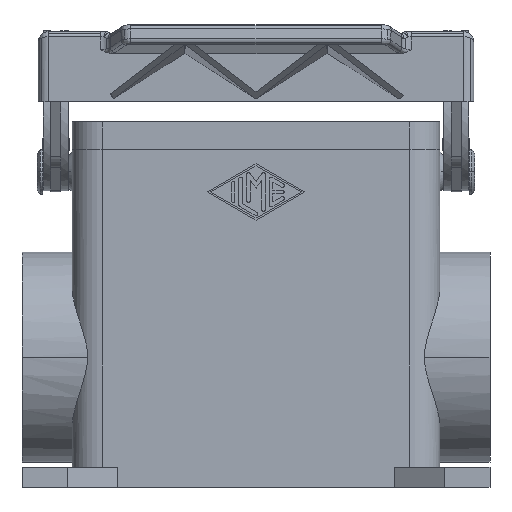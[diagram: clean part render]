
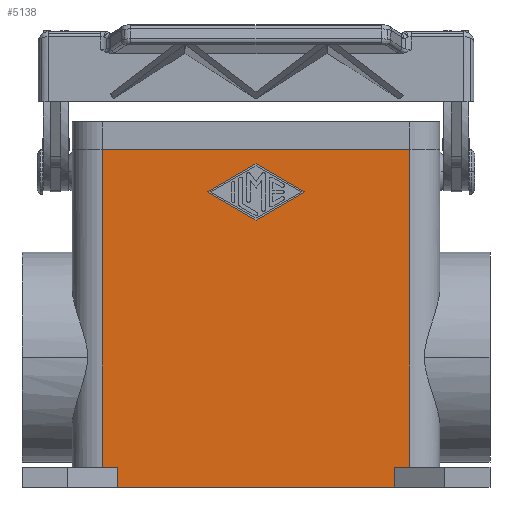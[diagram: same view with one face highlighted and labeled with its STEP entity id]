
A CAD part, front view. The second image highlights one B-rep face of the part: STEP entity #5138.
In plain terms, the highlighted planar face has unit normal (0, -1, 0).
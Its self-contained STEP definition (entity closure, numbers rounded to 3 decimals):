
#4296=CARTESIAN_POINT('',(-9.75,-21.75,15.));
#4297=VERTEX_POINT('',#4296);
#4304=CARTESIAN_POINT('',(0.,-21.75,9.375));
#4305=VERTEX_POINT('',#4304);
#4306=CARTESIAN_POINT('',(0.,-21.75,9.375));
#4307=DIRECTION('',(-0.866,0.0,0.5));
#4308=VECTOR('',#4307,11.256);
#4309=LINE('',#4306,#4308);
#4310=EDGE_CURVE('',#4305,#4297,#4309,.T.);
#4335=CARTESIAN_POINT('',(9.75,-21.75,15.));
#4336=VERTEX_POINT('',#4335);
#4337=CARTESIAN_POINT('',(9.75,-21.75,15.));
#4338=DIRECTION('',(-0.866,0.0,-0.5));
#4339=VECTOR('',#4338,11.256);
#4340=LINE('',#4337,#4339);
#4341=EDGE_CURVE('',#4336,#4305,#4340,.T.);
#4366=CARTESIAN_POINT('',(0.,-21.75,20.625));
#4367=VERTEX_POINT('',#4366);
#4368=CARTESIAN_POINT('',(0.,-21.75,20.625));
#4369=DIRECTION('',(0.866,0.0,-0.5));
#4370=VECTOR('',#4369,11.256);
#4371=LINE('',#4368,#4370);
#4372=EDGE_CURVE('',#4367,#4336,#4371,.T.);
#4395=CARTESIAN_POINT('',(-9.75,-21.75,15.));
#4396=DIRECTION('',(0.866,0.0,0.5));
#4397=VECTOR('',#4396,11.256);
#4398=LINE('',#4395,#4397);
#4399=EDGE_CURVE('',#4297,#4367,#4398,.T.);
#5061=CARTESIAN_POINT('',(27.75,-21.75,-44.0));
#5062=DIRECTION('',(0.0,-1.0,0.0));
#5063=DIRECTION('',(0.0,0.0,-1.0));
#5064=AXIS2_PLACEMENT_3D('',#5061,#5062,#5063);
#5065=PLANE('',#5064);
#5066=CARTESIAN_POINT('',(-27.75,-21.75,-44.0));
#5067=VERTEX_POINT('',#5066);
#5068=CARTESIAN_POINT('',(-27.75,-21.75,-40.0));
#5069=VERTEX_POINT('',#5068);
#5070=CARTESIAN_POINT('',(-27.75,-21.75,-44.0));
#5071=DIRECTION('',(0.0,0.0,1.0));
#5072=VECTOR('',#5071,4.0);
#5073=LINE('',#5070,#5072);
#5074=EDGE_CURVE('',#5067,#5069,#5073,.T.);
#5075=ORIENTED_EDGE('',*,*,#5074,.F.);
#5076=CARTESIAN_POINT('',(27.75,-21.75,-44.0));
#5077=VERTEX_POINT('',#5076);
#5078=CARTESIAN_POINT('',(27.75,-21.75,-44.0));
#5079=DIRECTION('',(-1.0,0.0,0.0));
#5080=VECTOR('',#5079,55.5);
#5081=LINE('',#5078,#5080);
#5082=EDGE_CURVE('',#5077,#5067,#5081,.T.);
#5083=ORIENTED_EDGE('',*,*,#5082,.F.);
#5084=CARTESIAN_POINT('',(27.75,-21.75,-40.0));
#5085=VERTEX_POINT('',#5084);
#5086=CARTESIAN_POINT('',(27.75,-21.75,-44.0));
#5087=DIRECTION('',(0.0,0.0,1.0));
#5088=VECTOR('',#5087,4.0);
#5089=LINE('',#5086,#5088);
#5090=EDGE_CURVE('',#5077,#5085,#5089,.T.);
#5091=ORIENTED_EDGE('',*,*,#5090,.T.);
#5092=CARTESIAN_POINT('',(30.75,-21.75,-40.0));
#5093=VERTEX_POINT('',#5092);
#5094=CARTESIAN_POINT('',(30.75,-21.75,-40.0));
#5095=DIRECTION('',(-1.0,0.0,0.0));
#5096=VECTOR('',#5095,3.);
#5097=LINE('',#5094,#5096);
#5098=EDGE_CURVE('',#5093,#5085,#5097,.T.);
#5099=ORIENTED_EDGE('',*,*,#5098,.F.);
#5100=CARTESIAN_POINT('',(30.75,-21.75,23.5));
#5101=VERTEX_POINT('',#5100);
#5102=CARTESIAN_POINT('',(30.75,-21.75,-40.0));
#5103=DIRECTION('',(0.0,0.0,1.0));
#5104=VECTOR('',#5103,63.5);
#5105=LINE('',#5102,#5104);
#5106=EDGE_CURVE('',#5093,#5101,#5105,.T.);
#5107=ORIENTED_EDGE('',*,*,#5106,.T.);
#5108=CARTESIAN_POINT('',(-30.75,-21.75,23.5));
#5109=VERTEX_POINT('',#5108);
#5110=CARTESIAN_POINT('',(30.75,-21.75,23.5));
#5111=DIRECTION('',(-1.0,0.0,0.0));
#5112=VECTOR('',#5111,61.5);
#5113=LINE('',#5110,#5112);
#5114=EDGE_CURVE('',#5101,#5109,#5113,.T.);
#5115=ORIENTED_EDGE('',*,*,#5114,.T.);
#5116=CARTESIAN_POINT('',(-30.75,-21.75,-40.0));
#5117=VERTEX_POINT('',#5116);
#5118=CARTESIAN_POINT('',(-30.75,-21.75,-40.0));
#5119=DIRECTION('',(0.0,0.0,1.0));
#5120=VECTOR('',#5119,63.5);
#5121=LINE('',#5118,#5120);
#5122=EDGE_CURVE('',#5117,#5109,#5121,.T.);
#5123=ORIENTED_EDGE('',*,*,#5122,.F.);
#5124=CARTESIAN_POINT('',(-27.75,-21.75,-40.0));
#5125=DIRECTION('',(-1.0,0.0,0.0));
#5126=VECTOR('',#5125,3.);
#5127=LINE('',#5124,#5126);
#5128=EDGE_CURVE('',#5069,#5117,#5127,.T.);
#5129=ORIENTED_EDGE('',*,*,#5128,.F.);
#5130=EDGE_LOOP('',(#5075,#5083,#5091,#5099,#5107,#5115,#5123,#5129));
#5131=FACE_OUTER_BOUND('',#5130,.T.);
#5132=ORIENTED_EDGE('',*,*,#4310,.T.);
#5133=ORIENTED_EDGE('',*,*,#4399,.T.);
#5134=ORIENTED_EDGE('',*,*,#4372,.T.);
#5135=ORIENTED_EDGE('',*,*,#4341,.T.);
#5136=EDGE_LOOP('',(#5132,#5133,#5134,#5135));
#5137=FACE_BOUND('',#5136,.T.);
#5138=ADVANCED_FACE('',(#5131,#5137),#5065,.T.);
